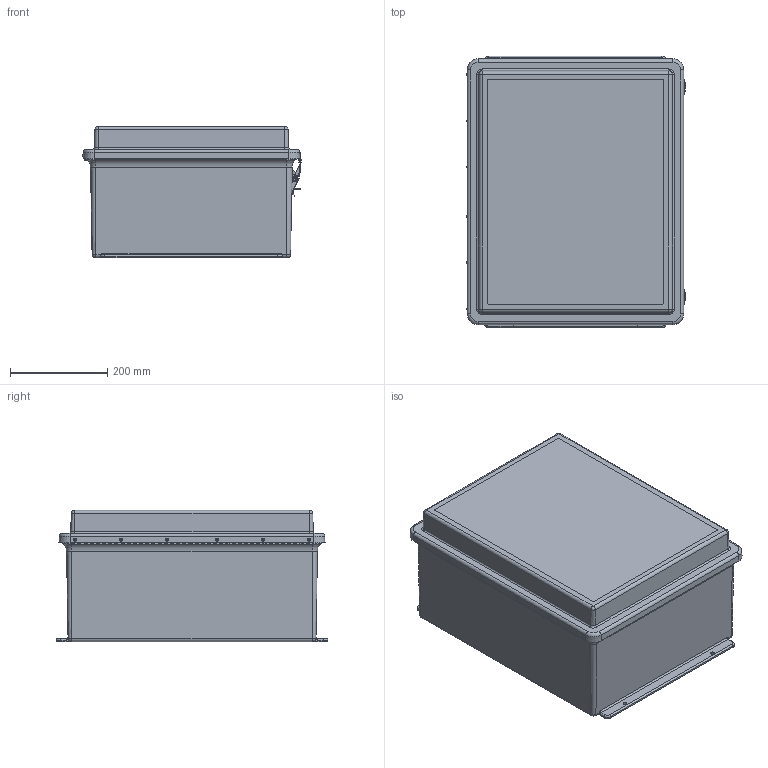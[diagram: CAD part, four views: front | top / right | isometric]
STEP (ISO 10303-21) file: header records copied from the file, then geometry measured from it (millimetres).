
FILE_DESCRIPTION(/* description */ (''),/* implementation_level */ '2;1');
FILE_NAME(/* name */ 'HW-RHJ201610CHQRW.stp',/* time_stamp */ '2014-04-07T14:47:03-05:00',/* author */ ('jtigges'),/* organization */ (''),/* preprocessor_version */ 'ST-DEVELOPER v15.2',/* originating_system */ 'Autodesk Inventor 2014',/* authorisation */ '');
FILE_SCHEMA (('AUTOMOTIVE_DESIGN { 1 0 10303 214 3 1 1 }'));
Length unit declared in the file: inch
Products named in the file (25): J2016HL_3; RMINS45821P_45; RMINS45821P_46; RMINS45821P_47; RMINS45821P_48; J2016BHL; RMHINGCOV19; RMHINGPIN19; RMHINGBOX19; RMHING19; RJW2016HLCVR; GASKET_2016; WP2016HLU; WINDOW_2016RJ; RMRIV43; RMRIV44; RMKEEPSSL; Anchor Plate; Locking Layer; Hook blade; Hinge Pin_Lower; Hinge Pin_Upper; RMLATPLSSL; RJW2016HPL_STP
Bounding box: 449.53 x 558.8 x 270.3 mm (x, y, z)
Volume: 5021393.3 mm3; surface area: 2101532.1 mm2
Topology: 43 solids, 43 shells, 1242 faces, 3195 edges, 2083 vertices
Faces by surface type: plane 558, cylinder 517, torus 80, cone 51, bspline 36
Full cylindrical faces by diameter (mm): 2.159 x79, 2.64 x8, 3.048 x2, 3.175 x20, 3.302 x4, 3.327 x12, 3.429 x18, 3.556 x24, 3.861 x5, 3.962 x7, 4.306 x4, 5.537 x4, 6.35 x12, 6.858 x4, 7.62 x4, 9.525 x2
Entity records: 31017 total; most frequent: CARTESIAN_POINT 6267, DIRECTION 5251, ORIENTED_EDGE 4684, EDGE_CURVE 2342, AXIS2_PLACEMENT_3D 1950, VERTEX_POINT 1615, EDGE_LOOP 1407, LINE 1351
